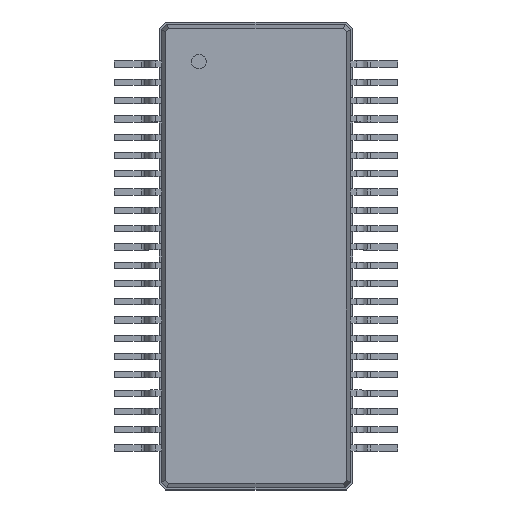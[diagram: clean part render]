
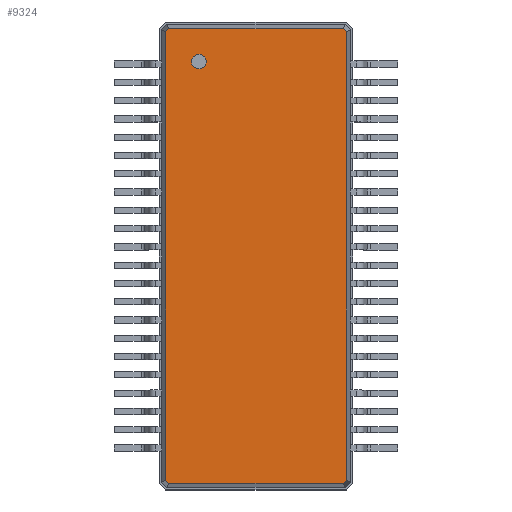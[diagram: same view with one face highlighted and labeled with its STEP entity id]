
A CAD part, top view. The second image highlights one B-rep face of the part: STEP entity #9324.
In plain terms, the highlighted planar face has unit normal (0, 0, 1).
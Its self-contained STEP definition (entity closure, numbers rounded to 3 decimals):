
#27=VECTOR('',#28,1.);
#28=DIRECTION('',(1.,0.,0.));
#51=VECTOR('',#52,1.);
#52=DIRECTION('',(0.707,-0.707,0.));
#58=VECTOR('',#59,1.);
#59=DIRECTION('',(0.,-1.,0.));
#65=VECTOR('',#66,1.);
#66=DIRECTION('',(-0.707,-0.707,0.));
#72=VECTOR('',#73,1.);
#73=DIRECTION('',(-1.,0.,0.));
#79=VECTOR('',#80,1.);
#80=DIRECTION('',(-0.707,0.707,0.));
#86=VECTOR('',#87,1.);
#87=DIRECTION('',(0.,1.,0.));
#91=VECTOR('',#92,1.);
#92=DIRECTION('',(0.707,0.707,0.));
#2450=DIRECTION('',(0.,0.,-1.));
#2629=VERTEX_POINT('',#2630);
#2630=CARTESIAN_POINT('',(-2.464,6.132,1.6));
#2633=EDGE_CURVE('',#2634,#2629,#2636,.T.);
#2634=VERTEX_POINT('',#2635);
#2635=CARTESIAN_POINT('',(-2.464,-6.132,1.6));
#2636=LINE('',#2635,#86);
#2647=VERTEX_POINT('',#2648);
#2648=CARTESIAN_POINT('',(-2.382,6.214,1.6));
#2651=EDGE_CURVE('',#2629,#2647,#2652,.T.);
#2652=LINE('',#2630,#91);
#2661=VERTEX_POINT('',#2662);
#2662=CARTESIAN_POINT('',(2.382,6.214,1.6));
#2665=EDGE_CURVE('',#2647,#2661,#2666,.T.);
#2666=LINE('',#2648,#27);
#2675=VERTEX_POINT('',#2676);
#2676=CARTESIAN_POINT('',(2.464,6.132,1.6));
#2679=EDGE_CURVE('',#2661,#2675,#2680,.T.);
#2680=LINE('',#2662,#51);
#2865=VERTEX_POINT('',#2866);
#2866=CARTESIAN_POINT('',(2.464,-6.132,1.6));
#2869=EDGE_CURVE('',#2675,#2865,#2870,.T.);
#2870=LINE('',#2676,#58);
#9324=ADVANCED_FACE('',(#9325,#9345),#9355,.F.);
#9325=FACE_BOUND('',#9326,.F.);
#9326=EDGE_LOOP('',(#9327,#9328,#9329,#9330,#9335,#9340,#9343,#9344));
#9327=ORIENTED_EDGE('',*,*,#2665,.T.);
#9328=ORIENTED_EDGE('',*,*,#2679,.T.);
#9329=ORIENTED_EDGE('',*,*,#2869,.T.);
#9330=ORIENTED_EDGE('',*,*,#9331,.T.);
#9331=EDGE_CURVE('',#2865,#9332,#9334,.T.);
#9332=VERTEX_POINT('',#9333);
#9333=CARTESIAN_POINT('',(2.382,-6.214,1.6));
#9334=LINE('',#2866,#65);
#9335=ORIENTED_EDGE('',*,*,#9336,.T.);
#9336=EDGE_CURVE('',#9332,#9337,#9339,.T.);
#9337=VERTEX_POINT('',#9338);
#9338=CARTESIAN_POINT('',(-2.382,-6.214,1.6));
#9339=LINE('',#9333,#72);
#9340=ORIENTED_EDGE('',*,*,#9341,.T.);
#9341=EDGE_CURVE('',#9337,#2634,#9342,.T.);
#9342=LINE('',#9338,#79);
#9343=ORIENTED_EDGE('',*,*,#2633,.T.);
#9344=ORIENTED_EDGE('',*,*,#2651,.T.);
#9345=FACE_BOUND('',#9346,.F.);
#9346=EDGE_LOOP('',(#9347));
#9347=ORIENTED_EDGE('',*,*,#9348,.F.);
#9348=EDGE_CURVE('',#9349,#9349,#9351,.T.);
#9349=VERTEX_POINT('',#9350);
#9350=CARTESIAN_POINT('',(-1.564,5.114,1.6));
#9351=CIRCLE('',#9352,0.2);
#9352=AXIS2_PLACEMENT_3D('',#9353,#9354,#59);
#9353=CARTESIAN_POINT('',(-1.564,5.314,1.6));
#9354=DIRECTION('',(0.,-0.,-1.));
#9355=PLANE('',#9356);
#9356=AXIS2_PLACEMENT_3D('',#2648,#2450,#9357);
#9357=DIRECTION('',(0.358,-0.934,0.));
